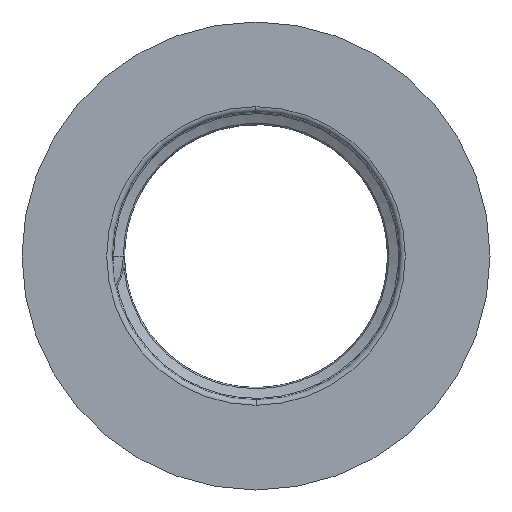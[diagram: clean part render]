
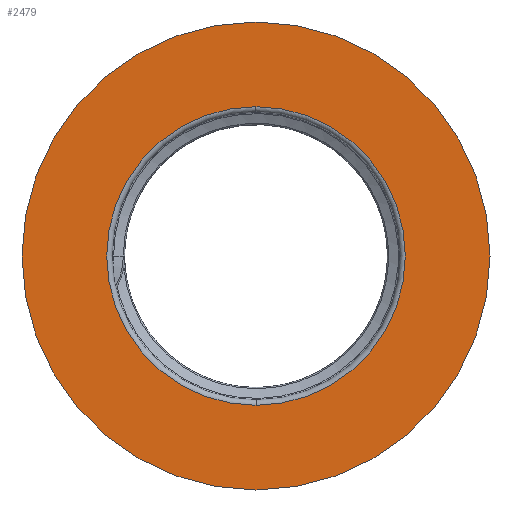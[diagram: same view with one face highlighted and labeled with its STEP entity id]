
A CAD part, left-side view. The second image highlights one B-rep face of the part: STEP entity #2479.
In plain terms, the highlighted planar face has unit normal (-1, 0, 0).
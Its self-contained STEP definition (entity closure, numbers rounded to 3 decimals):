
#34 = CIRCLE ( 'NONE', #36, 21.5 ) ;
#36 = AXIS2_PLACEMENT_3D ( 'NONE', #3619, #3620, #3621 ) ;
#61 = AXIS2_PLACEMENT_3D ( 'NONE', #1435, #1447, #1448 ) ;
#86 = CIRCLE ( 'NONE', #88, 13.72 ) ;
#88 = AXIS2_PLACEMENT_3D ( 'NONE', #5260, #5261, #5262 ) ;
#127 = CIRCLE ( 'NONE', #129, 13.72 ) ;
#128 = CIRCLE ( 'NONE', #131, 21.5 ) ;
#129 = AXIS2_PLACEMENT_3D ( 'NONE', #1907, #1908, #1909 ) ;
#131 = AXIS2_PLACEMENT_3D ( 'NONE', #1910, #1911, #1912 ) ;
#1435 = CARTESIAN_POINT ( 'NONE',  ( 0., 0., -13.22 ) ) ;
#1440 = FACE_OUTER_BOUND ( 'NONE', #4985, .T. ) ;
#1444 = FACE_BOUND ( 'NONE', #4992, .T. ) ;
#1445 = PLANE ( 'NONE',  #61 ) ;
#1447 = DIRECTION ( 'NONE',  ( 1., 0., 0. ) ) ;
#1448 = DIRECTION ( 'NONE',  ( 0., 0., -1. ) ) ;
#1532 = CARTESIAN_POINT ( 'NONE',  ( 0., 0., 21.5 ) ) ;
#1536 = CARTESIAN_POINT ( 'NONE',  ( 0., 0., -21.5 ) ) ;
#1545 = CARTESIAN_POINT ( 'NONE',  ( 0., 0., -13.72 ) ) ;
#1547 = CARTESIAN_POINT ( 'NONE',  ( 0., 0., 13.72 ) ) ;
#1907 = CARTESIAN_POINT ( 'NONE',  ( 0., 0., 0. ) ) ;
#1908 = DIRECTION ( 'NONE',  ( 1., 0., 0. ) ) ;
#1909 = DIRECTION ( 'NONE',  ( 0., 0., -1. ) ) ;
#1910 = CARTESIAN_POINT ( 'NONE',  ( 0., 0., 0. ) ) ;
#1911 = DIRECTION ( 'NONE',  ( -1., 0., 0. ) ) ;
#1912 = DIRECTION ( 'NONE',  ( 0., 0., 1. ) ) ;
#2444 = EDGE_CURVE ( 'NONE', #3267, #3268, #34, .T. ) ;
#2479 = ADVANCED_FACE ( 'NONE', ( #1444, #1440 ), #1445, .F. ) ;
#3231 = ORIENTED_EDGE ( 'NONE', *, *, #4782, .T. ) ;
#3232 = ORIENTED_EDGE ( 'NONE', *, *, #2444, .T. ) ;
#3233 = ORIENTED_EDGE ( 'NONE', *, *, #4781, .T. ) ;
#3234 = ORIENTED_EDGE ( 'NONE', *, *, #4738, .T. ) ;
#3267 = VERTEX_POINT ( 'NONE', #1532 ) ;
#3268 = VERTEX_POINT ( 'NONE', #1536 ) ;
#3280 = VERTEX_POINT ( 'NONE', #1545 ) ;
#3282 = VERTEX_POINT ( 'NONE', #1547 ) ;
#3619 = CARTESIAN_POINT ( 'NONE',  ( 0., 0., 0. ) ) ;
#3620 = DIRECTION ( 'NONE',  ( -1., 0., 0. ) ) ;
#3621 = DIRECTION ( 'NONE',  ( 0., 0., 1. ) ) ;
#4738 = EDGE_CURVE ( 'NONE', #3280, #3282, #86, .T. ) ;
#4781 = EDGE_CURVE ( 'NONE', #3282, #3280, #127, .T. ) ;
#4782 = EDGE_CURVE ( 'NONE', #3268, #3267, #128, .T. ) ;
#4985 = EDGE_LOOP ( 'NONE', ( #3232, #3231 ) ) ;
#4992 = EDGE_LOOP ( 'NONE', ( #3234, #3233 ) ) ;
#5260 = CARTESIAN_POINT ( 'NONE',  ( 0., 0., 0. ) ) ;
#5261 = DIRECTION ( 'NONE',  ( 1., 0., 0. ) ) ;
#5262 = DIRECTION ( 'NONE',  ( 0., 0., -1. ) ) ;
